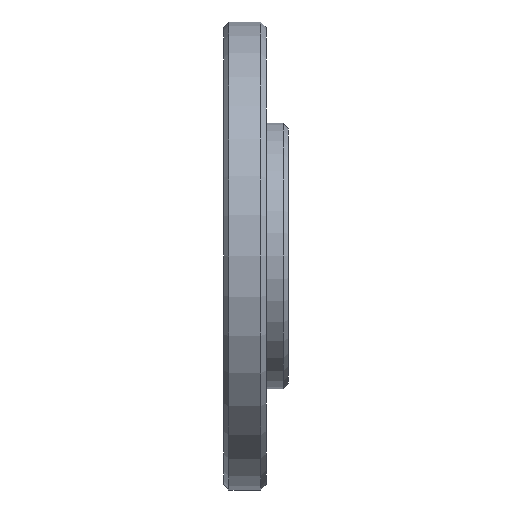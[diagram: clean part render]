
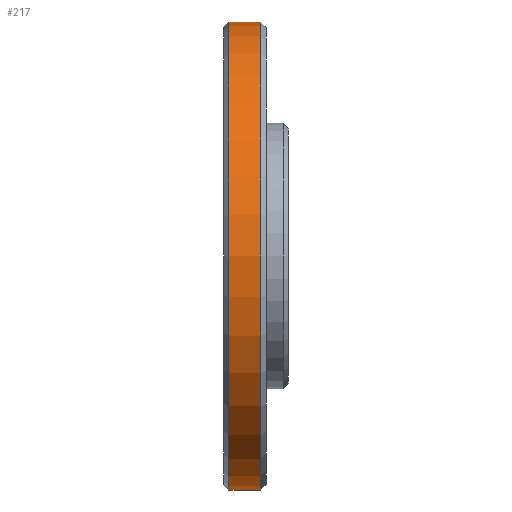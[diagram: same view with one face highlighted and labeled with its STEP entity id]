
A CAD part, left-side view. The second image highlights one B-rep face of the part: STEP entity #217.
In plain terms, the highlighted cylindrical face has radius 11 mm (diameter 22 mm), a partial arc.
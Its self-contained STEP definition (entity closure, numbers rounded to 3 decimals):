
#29 = CIRCLE ( 'NONE', #987, 11. ) ;
#198 = VECTOR ( 'NONE', #811, 1000. ) ;
#208 = VERTEX_POINT ( 'NONE', #1485 ) ;
#211 = EDGE_LOOP ( 'NONE', ( #1687, #1131, #346, #726 ) ) ;
#217 = ADVANCED_FACE ( 'NONE', ( #547 ), #834, .T. ) ;
#254 = CIRCLE ( 'NONE', #534, 11. ) ;
#263 = DIRECTION ( 'NONE',  ( 0., 0., -1. ) ) ;
#278 = DIRECTION ( 'NONE',  ( 0., -1., 0. ) ) ;
#282 = LINE ( 'NONE', #938, #198 ) ;
#346 = ORIENTED_EDGE ( 'NONE', *, *, #911, .T. ) ;
#469 = CARTESIAN_POINT ( 'NONE',  ( 0., -1.75, -11. ) ) ;
#534 = AXIS2_PLACEMENT_3D ( 'NONE', #1080, #952, #793 ) ;
#547 = FACE_OUTER_BOUND ( 'NONE', #211, .T. ) ;
#649 = DIRECTION ( 'NONE',  ( 0., 1., 0. ) ) ;
#677 = LINE ( 'NONE', #684, #1533 ) ;
#684 = CARTESIAN_POINT ( 'NONE',  ( 0., 0., -11. ) ) ;
#710 = CARTESIAN_POINT ( 'NONE',  ( 0., -0.25, 11. ) ) ;
#726 = ORIENTED_EDGE ( 'NONE', *, *, #778, .T. ) ;
#778 = EDGE_CURVE ( 'NONE', #1649, #1152, #29, .T. ) ;
#793 = DIRECTION ( 'NONE',  ( 0., 0., 1. ) ) ;
#811 = DIRECTION ( 'NONE',  ( 0., -1., 0. ) ) ;
#834 = CYLINDRICAL_SURFACE ( 'NONE', #983, 11. ) ;
#911 = EDGE_CURVE ( 'NONE', #208, #1649, #677, .T. ) ;
#938 = CARTESIAN_POINT ( 'NONE',  ( 0., 0., 11. ) ) ;
#952 = DIRECTION ( 'NONE',  ( 0., -1., 0. ) ) ;
#983 = AXIS2_PLACEMENT_3D ( 'NONE', #1059, #1351, #1322 ) ;
#987 = AXIS2_PLACEMENT_3D ( 'NONE', #1432, #649, #263 ) ;
#1000 = CARTESIAN_POINT ( 'NONE',  ( 0., -1.75, 11. ) ) ;
#1059 = CARTESIAN_POINT ( 'NONE',  ( 0., 0., 0. ) ) ;
#1061 = VERTEX_POINT ( 'NONE', #710 ) ;
#1080 = CARTESIAN_POINT ( 'NONE',  ( 0., -0.25, 0. ) ) ;
#1131 = ORIENTED_EDGE ( 'NONE', *, *, #1467, .T. ) ;
#1152 = VERTEX_POINT ( 'NONE', #1000 ) ;
#1322 = DIRECTION ( 'NONE',  ( 0., 0., -1. ) ) ;
#1351 = DIRECTION ( 'NONE',  ( 0., -1., 0. ) ) ;
#1378 = EDGE_CURVE ( 'NONE', #1061, #1152, #282, .T. ) ;
#1432 = CARTESIAN_POINT ( 'NONE',  ( 0., -1.75, 0. ) ) ;
#1467 = EDGE_CURVE ( 'NONE', #1061, #208, #254, .T. ) ;
#1485 = CARTESIAN_POINT ( 'NONE',  ( 0., -0.25, -11. ) ) ;
#1533 = VECTOR ( 'NONE', #278, 1000. ) ;
#1649 = VERTEX_POINT ( 'NONE', #469 ) ;
#1687 = ORIENTED_EDGE ( 'NONE', *, *, #1378, .F. ) ;
